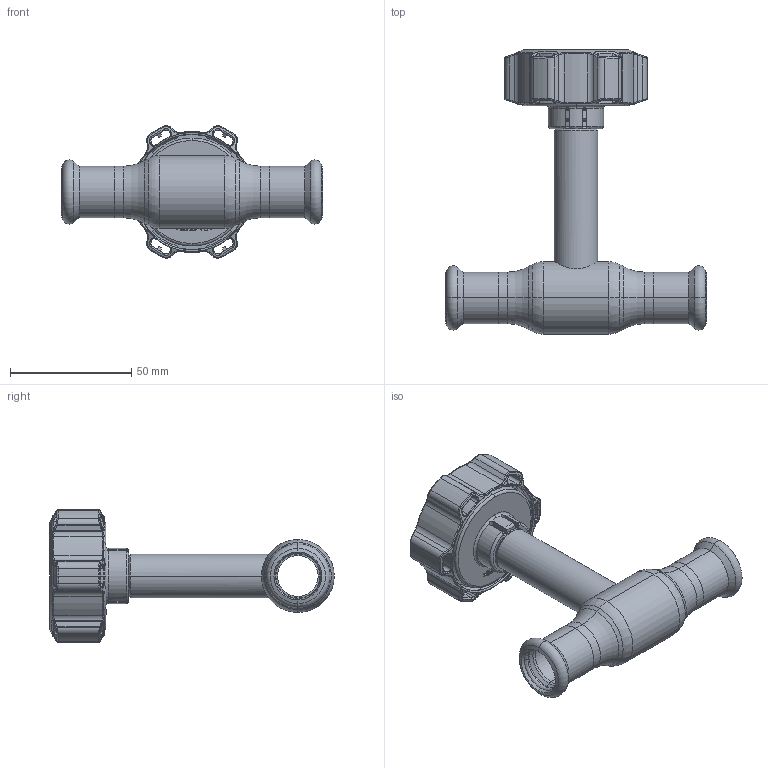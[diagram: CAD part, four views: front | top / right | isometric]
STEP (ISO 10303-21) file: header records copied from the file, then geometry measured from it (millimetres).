
FILE_DESCRIPTION (( 'STEP AP214' ), '1' );
FILE_NAME ('1015000101-1200.step', '2023-12-08T10:13:16', ( '' ), ( '' ), 'SwSTEP 2.0', 'SolidWorks 2021', '' );
FILE_SCHEMA (( 'AUTOMOTIVE_DESIGN' ));
Length unit declared in the file: millimetre
Products named in the file (1): 1015000101-1200
Bounding box: 107.6 x 117.3 x 54.57 mm (x, y, z)
Surface area: 30195.1 mm2 (no closed solid volume)
Topology: 0 solids, 10 shells, 541 faces, 1643 edges, 1075 vertices
Faces by surface type: bspline 184, cylinder 126, plane 89, torus 85, cone 57
Entity records: 34435 total; most frequent: CARTESIAN_POINT 15616, ORIENTED_EDGE 2854, DIRECTION 2230, EDGE_CURVE 1639, VERTEX_POINT 1075, AXIS2_PLACEMENT_3D 901, B_SPLINE_CURVE_WITH_KNOTS 634, EDGE_LOOP 573
